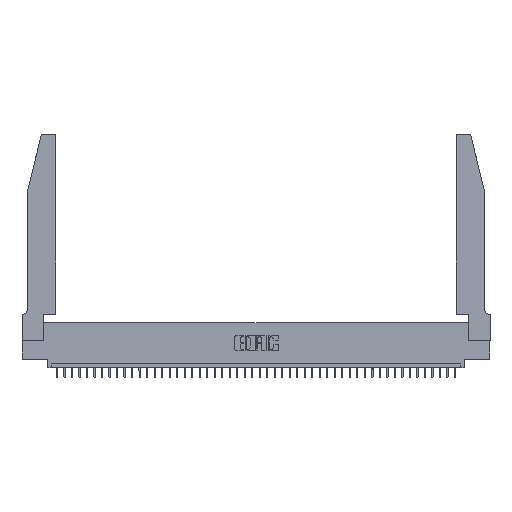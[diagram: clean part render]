
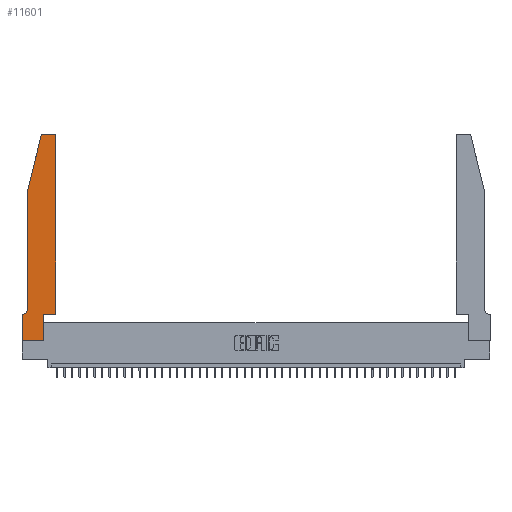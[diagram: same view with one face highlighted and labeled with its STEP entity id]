
A CAD part, top view. The second image highlights one B-rep face of the part: STEP entity #11601.
In plain terms, the highlighted planar face has unit normal (0, 0, 1).
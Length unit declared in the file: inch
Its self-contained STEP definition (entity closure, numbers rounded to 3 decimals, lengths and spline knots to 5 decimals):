
#244 = CARTESIAN_POINT ( 'NONE',  ( 0.284, 2.75, 0.37 ) ) ;
#756 = DIRECTION ( 'NONE',  ( 0., -1., 0. ) ) ;
#1452 = ORIENTED_EDGE ( 'NONE', *, *, #41141, .T. ) ;
#1841 = EDGE_CURVE ( 'NONE', #44015, #9213, #17306, .T. ) ;
#3132 = DIRECTION ( 'NONE',  ( 0., 0., 1. ) ) ;
#3532 = EDGE_CURVE ( 'NONE', #32544, #27146, #38175, .T. ) ;
#3866 = ORIENTED_EDGE ( 'NONE', *, *, #34523, .T. ) ;
#4103 = CARTESIAN_POINT ( 'NONE',  ( 0., 0., 0.37 ) ) ;
#4313 = VECTOR ( 'NONE', #11228, 39.37008 ) ;
#4434 = DIRECTION ( 'NONE',  ( -0.239, -0.971, 0. ) ) ;
#4642 = VERTEX_POINT ( 'NONE', #23951 ) ;
#4671 = AXIS2_PLACEMENT_3D ( 'NONE', #42018, #22439, #11962 ) ;
#4936 = CARTESIAN_POINT ( 'NONE',  ( 0.4205, 2.75, 0.37 ) ) ;
#5339 = CARTESIAN_POINT ( 'NONE',  ( 0.2865, 0., 0.37 ) ) ;
#5645 = DIRECTION ( 'NONE',  ( 0., 0., -1. ) ) ;
#5671 = CIRCLE ( 'NONE', #17095, 0.07 ) ;
#6103 = VERTEX_POINT ( 'NONE', #31499 ) ;
#7672 = ORIENTED_EDGE ( 'NONE', *, *, #13223, .T. ) ;
#7777 = CARTESIAN_POINT ( 'NONE',  ( 0., 0., 0.37 ) ) ;
#8092 = CIRCLE ( 'NONE', #26614, 0.03 ) ;
#8832 = FACE_OUTER_BOUND ( 'NONE', #25691, .T. ) ;
#9213 = VERTEX_POINT ( 'NONE', #18799 ) ;
#9361 = ORIENTED_EDGE ( 'NONE', *, *, #36450, .T. ) ;
#9500 = LINE ( 'NONE', #13491, #9779 ) ;
#9615 = VERTEX_POINT ( 'NONE', #4936 ) ;
#9779 = VECTOR ( 'NONE', #12839, 39.37008 ) ;
#9837 = VECTOR ( 'NONE', #29558, 39.37008 ) ;
#10219 = ORIENTED_EDGE ( 'NONE', *, *, #33357, .T. ) ;
#10933 = ORIENTED_EDGE ( 'NONE', *, *, #27441, .T. ) ;
#11228 = DIRECTION ( 'NONE',  ( -1., 0., 0. ) ) ;
#11601 = ADVANCED_FACE ( 'NONE', ( #8832 ), #19085, .T. ) ;
#11962 = DIRECTION ( 'NONE',  ( 1., 0., 0. ) ) ;
#11978 = LINE ( 'NONE', #15972, #9837 ) ;
#12839 = DIRECTION ( 'NONE',  ( 0., 1., 0. ) ) ;
#13223 = EDGE_CURVE ( 'NONE', #43517, #26520, #17250, .T. ) ;
#13491 = CARTESIAN_POINT ( 'NONE',  ( 0.4505, 0.35, 0.37 ) ) ;
#14424 = EDGE_CURVE ( 'NONE', #4642, #6103, #24828, .T. ) ;
#15972 = CARTESIAN_POINT ( 'NONE',  ( 0.2605, 2.75, 0.37 ) ) ;
#16059 = DIRECTION ( 'NONE',  ( 1., 0., 0. ) ) ;
#17095 = AXIS2_PLACEMENT_3D ( 'NONE', #39295, #5645, #42852 ) ;
#17250 = LINE ( 'NONE', #4103, #21113 ) ;
#17306 = LINE ( 'NONE', #40461, #39766 ) ;
#17916 = CARTESIAN_POINT ( 'NONE',  ( 0.4505, 0.35, 0.37 ) ) ;
#18067 = DIRECTION ( 'NONE',  ( 0., 0., 1. ) ) ;
#18444 = CARTESIAN_POINT ( 'NONE',  ( 0.2865, 0.35, 0.37 ) ) ;
#18507 = CARTESIAN_POINT ( 'NONE',  ( 0.4205, 2.72, 0.37 ) ) ;
#18689 = EDGE_CURVE ( 'NONE', #9213, #32544, #5671, .T. ) ;
#18799 = CARTESIAN_POINT ( 'NONE',  ( 0.0755, 0.42, 0.37 ) ) ;
#19085 = PLANE ( 'NONE',  #4671 ) ;
#19482 = AXIS2_PLACEMENT_3D ( 'NONE', #40315, #3132, #16059 ) ;
#20835 = DIRECTION ( 'NONE',  ( 1., 0., 0. ) ) ;
#20875 = DIRECTION ( 'NONE',  ( 0., -1., 0. ) ) ;
#20880 = CIRCLE ( 'NONE', #19482, 0.03 ) ;
#20950 = VECTOR ( 'NONE', #32270, 39.37008 ) ;
#20999 = ORIENTED_EDGE ( 'NONE', *, *, #1841, .T. ) ;
#21067 = VERTEX_POINT ( 'NONE', #244 ) ;
#21113 = VECTOR ( 'NONE', #35066, 39.37008 ) ;
#22014 = LINE ( 'NONE', #18444, #20950 ) ;
#22439 = DIRECTION ( 'NONE',  ( 0., 0., 1. ) ) ;
#23951 = CARTESIAN_POINT ( 'NONE',  ( 0.2865, 0.35, 0.37 ) ) ;
#24198 = CARTESIAN_POINT ( 'NONE',  ( 0., 0.35, 0.37 ) ) ;
#24691 = CARTESIAN_POINT ( 'NONE',  ( 0.25487, 2.72718, 0.37 ) ) ;
#24828 = LINE ( 'NONE', #17916, #41799 ) ;
#25691 = EDGE_LOOP ( 'NONE', ( #3866, #27858, #1452, #20999, #40773, #29944, #9361, #7672, #39727, #30131, #10219, #10933 ) ) ;
#26520 = VERTEX_POINT ( 'NONE', #5339 ) ;
#26614 = AXIS2_PLACEMENT_3D ( 'NONE', #18507, #18067, #38314 ) ;
#27146 = VERTEX_POINT ( 'NONE', #24198 ) ;
#27441 = EDGE_CURVE ( 'NONE', #31432, #9615, #8092, .T. ) ;
#27701 = LINE ( 'NONE', #38374, #41243 ) ;
#27858 = ORIENTED_EDGE ( 'NONE', *, *, #42117, .T. ) ;
#27895 = VERTEX_POINT ( 'NONE', #24691 ) ;
#27917 = CARTESIAN_POINT ( 'NONE',  ( 0.0055, 0.35, 0.37 ) ) ;
#28028 = EDGE_CURVE ( 'NONE', #26520, #4642, #22014, .T. ) ;
#29558 = DIRECTION ( 'NONE',  ( -1., 0., 0. ) ) ;
#29944 = ORIENTED_EDGE ( 'NONE', *, *, #3532, .T. ) ;
#30131 = ORIENTED_EDGE ( 'NONE', *, *, #14424, .T. ) ;
#31432 = VERTEX_POINT ( 'NONE', #40786 ) ;
#31499 = CARTESIAN_POINT ( 'NONE',  ( 0.4505, 0.35, 0.37 ) ) ;
#31617 = CARTESIAN_POINT ( 'NONE',  ( 0.0755, 2., 0.37 ) ) ;
#32270 = DIRECTION ( 'NONE',  ( 0., 1., 0. ) ) ;
#32544 = VERTEX_POINT ( 'NONE', #27917 ) ;
#33357 = EDGE_CURVE ( 'NONE', #6103, #31432, #9500, .T. ) ;
#33632 = VECTOR ( 'NONE', #4434, 39.37008 ) ;
#34523 = EDGE_CURVE ( 'NONE', #9615, #21067, #11978, .T. ) ;
#34855 = CARTESIAN_POINT ( 'NONE',  ( 0.0755, 0.35, 0.37 ) ) ;
#35066 = DIRECTION ( 'NONE',  ( 1., 0., 0. ) ) ;
#36450 = EDGE_CURVE ( 'NONE', #27146, #43517, #27701, .T. ) ;
#38175 = LINE ( 'NONE', #34855, #4313 ) ;
#38240 = CARTESIAN_POINT ( 'NONE',  ( 0.0755, 2., 0.37 ) ) ;
#38314 = DIRECTION ( 'NONE',  ( 1., 0., 0. ) ) ;
#38374 = CARTESIAN_POINT ( 'NONE',  ( 0., 0., 0.37 ) ) ;
#39295 = CARTESIAN_POINT ( 'NONE',  ( 0.0055, 0.42, 0.37 ) ) ;
#39727 = ORIENTED_EDGE ( 'NONE', *, *, #28028, .T. ) ;
#39766 = VECTOR ( 'NONE', #20875, 39.37008 ) ;
#40315 = CARTESIAN_POINT ( 'NONE',  ( 0.284, 2.72, 0.37 ) ) ;
#40461 = CARTESIAN_POINT ( 'NONE',  ( 0.0755, 2., 0.37 ) ) ;
#40773 = ORIENTED_EDGE ( 'NONE', *, *, #18689, .T. ) ;
#40786 = CARTESIAN_POINT ( 'NONE',  ( 0.4505, 2.72, 0.37 ) ) ;
#41141 = EDGE_CURVE ( 'NONE', #27895, #44015, #41833, .T. ) ;
#41243 = VECTOR ( 'NONE', #756, 39.37008 ) ;
#41799 = VECTOR ( 'NONE', #20835, 39.37008 ) ;
#41833 = LINE ( 'NONE', #31617, #33632 ) ;
#42018 = CARTESIAN_POINT ( 'NONE',  ( 0., 0.35, 0.37 ) ) ;
#42117 = EDGE_CURVE ( 'NONE', #21067, #27895, #20880, .T. ) ;
#42852 = DIRECTION ( 'NONE',  ( -1., 0., 0. ) ) ;
#43517 = VERTEX_POINT ( 'NONE', #7777 ) ;
#44015 = VERTEX_POINT ( 'NONE', #38240 ) ;
